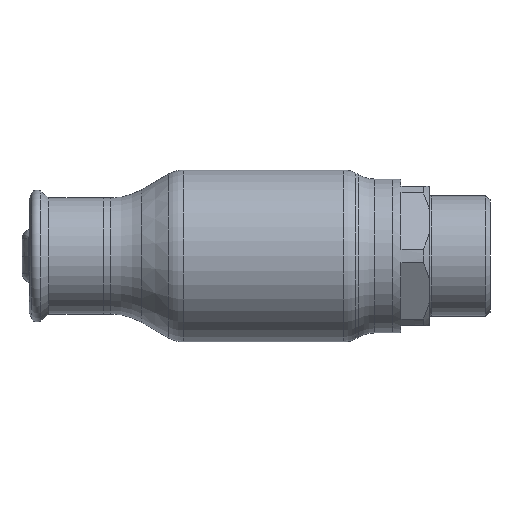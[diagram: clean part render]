
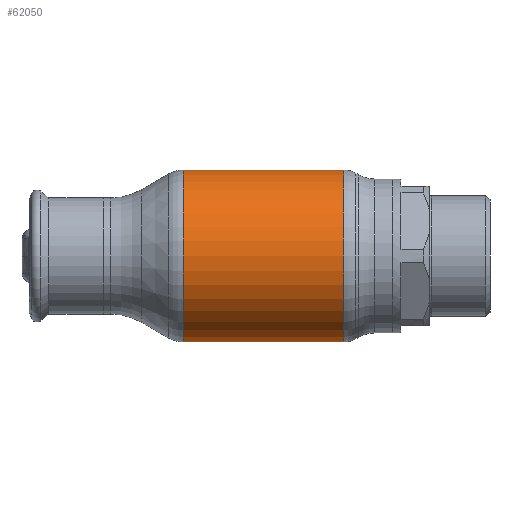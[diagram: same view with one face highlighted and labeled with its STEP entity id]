
A CAD part, front view. The second image highlights one B-rep face of the part: STEP entity #62050.
In plain terms, the highlighted cylindrical face has radius 42.5 mm (diameter 85 mm), a partial arc.
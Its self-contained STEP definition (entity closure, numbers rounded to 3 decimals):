
#5 = FACE_OUTER_BOUND ( 'NONE', #13179, .T. ) ;
#3093 = EDGE_CURVE ( 'NONE', #57450, #56715, #35981, .T. ) ;
#6840 = DIRECTION ( 'NONE',  ( -1., 0., 0. ) ) ;
#8394 = CYLINDRICAL_SURFACE ( 'NONE', #8655, 42.5 ) ;
#8609 = DIRECTION ( 'NONE',  ( -1., 0., 0. ) ) ;
#8655 = AXIS2_PLACEMENT_3D ( 'NONE', #10995, #15932, #16994 ) ;
#8736 = ORIENTED_EDGE ( 'NONE', *, *, #46353, .T. ) ;
#8988 = VECTOR ( 'NONE', #6840, 1000. ) ;
#9024 = CARTESIAN_POINT ( 'NONE',  ( 39.749, 0., -42.5 ) ) ;
#10105 = ORIENTED_EDGE ( 'NONE', *, *, #52581, .T. ) ;
#10995 = CARTESIAN_POINT ( 'NONE',  ( -62.69, 0., 0. ) ) ;
#12836 = ORIENTED_EDGE ( 'NONE', *, *, #41758, .F. ) ;
#13179 = EDGE_LOOP ( 'NONE', ( #32155, #10105, #8736, #12836 ) ) ;
#15932 = DIRECTION ( 'NONE',  ( -1., 0., 0. ) ) ;
#16668 = AXIS2_PLACEMENT_3D ( 'NONE', #28808, #8609, #57662 ) ;
#16994 = DIRECTION ( 'NONE',  ( 0., 0., 1. ) ) ;
#18057 = CARTESIAN_POINT ( 'NONE',  ( 39.749, 0., 0. ) ) ;
#19930 = CIRCLE ( 'NONE', #35305, 42.5 ) ;
#21586 = CARTESIAN_POINT ( 'NONE',  ( -39.749, 0., 42.5 ) ) ;
#22360 = VECTOR ( 'NONE', #53260, 1000. ) ;
#22796 = DIRECTION ( 'NONE',  ( 0., 0., 1. ) ) ;
#28808 = CARTESIAN_POINT ( 'NONE',  ( -39.749, 0., 0. ) ) ;
#30745 = CARTESIAN_POINT ( 'NONE',  ( 39.749, 0., 42.5 ) ) ;
#32155 = ORIENTED_EDGE ( 'NONE', *, *, #3093, .F. ) ;
#33247 = CARTESIAN_POINT ( 'NONE',  ( -62.69, 0., 42.5 ) ) ;
#34604 = CARTESIAN_POINT ( 'NONE',  ( -39.749, 0., -42.5 ) ) ;
#34724 = LINE ( 'NONE', #33247, #22360 ) ;
#35116 = VERTEX_POINT ( 'NONE', #30745 ) ;
#35305 = AXIS2_PLACEMENT_3D ( 'NONE', #18057, #42190, #22796 ) ;
#35981 = LINE ( 'NONE', #36740, #8988 ) ;
#36740 = CARTESIAN_POINT ( 'NONE',  ( -62.69, 0., -42.5 ) ) ;
#39986 = CIRCLE ( 'NONE', #16668, 42.5 ) ;
#41758 = EDGE_CURVE ( 'NONE', #56715, #46727, #39986, .T. ) ;
#42190 = DIRECTION ( 'NONE',  ( -1., 0., 0. ) ) ;
#46353 = EDGE_CURVE ( 'NONE', #35116, #46727, #34724, .T. ) ;
#46727 = VERTEX_POINT ( 'NONE', #21586 ) ;
#52581 = EDGE_CURVE ( 'NONE', #57450, #35116, #19930, .T. ) ;
#53260 = DIRECTION ( 'NONE',  ( -1., 0., 0. ) ) ;
#56715 = VERTEX_POINT ( 'NONE', #34604 ) ;
#57450 = VERTEX_POINT ( 'NONE', #9024 ) ;
#57662 = DIRECTION ( 'NONE',  ( 0., 0., 1. ) ) ;
#62050 = ADVANCED_FACE ( 'NONE', ( #5 ), #8394, .T. ) ;
